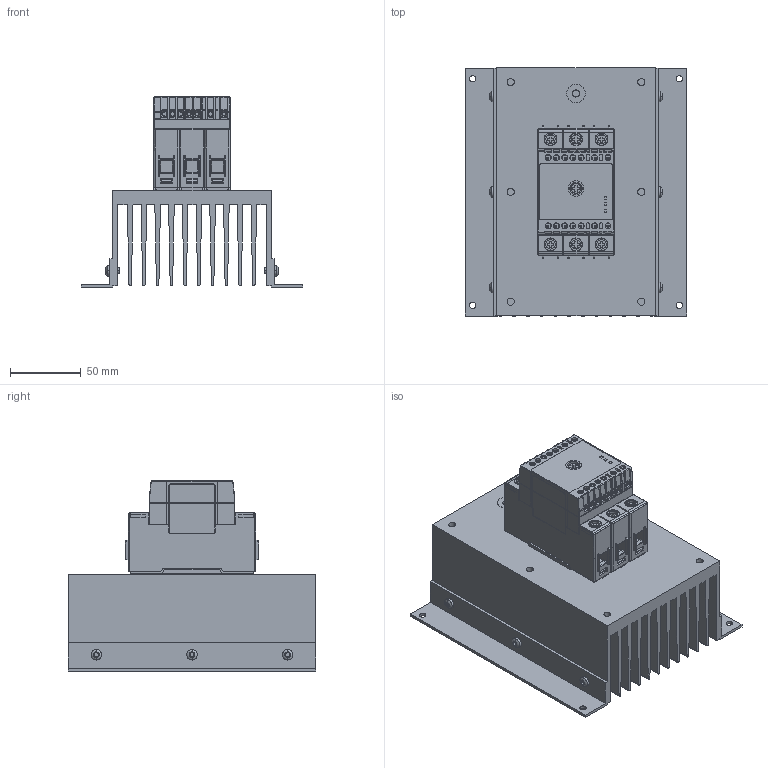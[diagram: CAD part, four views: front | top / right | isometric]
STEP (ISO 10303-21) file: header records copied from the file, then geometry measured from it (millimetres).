
FILE_DESCRIPTION((''),'2;1');
FILE_NAME('CGI1374-00.stp','2017-08-29T15:05:45',(''),(''),'Mechanical Desktop 2011','Mechanical Desktop 2011',', , ');
FILE_SCHEMA(('AUTOMOTIVE_DESIGN { 1 2 10303 214 1 1 1 1 }'));
Length unit declared in the file: millimetre
Products named in the file (2): Product; CGM1374-00
Bounding box: 156.5 x 175 x 134.2 mm (x, y, z)
Volume: 849655.8 mm3; surface area: 344625.3 mm2
Topology: 1 solids, 1 shells, 2685 faces, 7301 edges, 4765 vertices
Faces by surface type: bspline 1337, plane 746, cylinder 515, sphere 54, cone 17, torus 16
Entity records: 109244 total; most frequent: CARTESIAN_POINT 44634, ORIENTED_EDGE 14558, DIRECTION 11858, EDGE_CURVE 7279, VERTEX_POINT 4767, VECTOR 4492, LINE 4492, AXIS2_PLACEMENT_3D 3683
